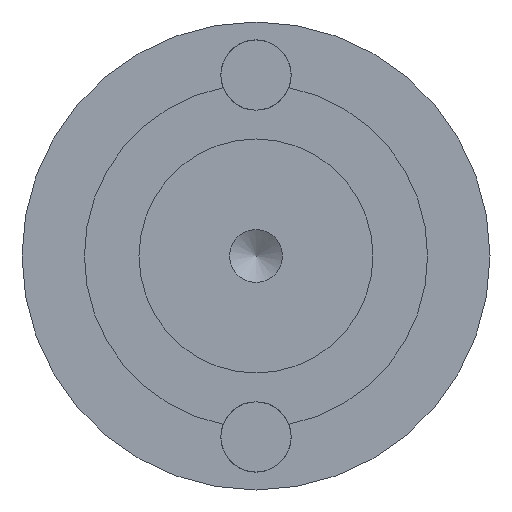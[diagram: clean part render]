
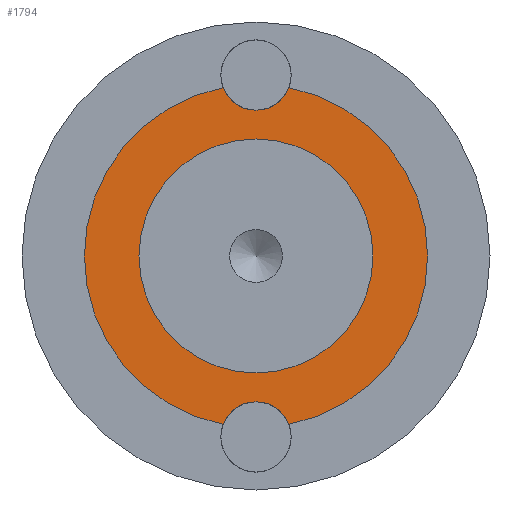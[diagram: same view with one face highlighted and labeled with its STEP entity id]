
A CAD part, left-side view. The second image highlights one B-rep face of the part: STEP entity #1794.
In plain terms, the highlighted planar face has unit normal (-1, 0, 0).
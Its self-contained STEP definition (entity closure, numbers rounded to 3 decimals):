
#1250 = CYLINDRICAL_SURFACE('',#1251,4.5);
#1251 = AXIS2_PLACEMENT_3D('',#1252,#1253,#1254);
#1252 = CARTESIAN_POINT('',(2.,0.,23.2));
#1253 = DIRECTION('',(1.,0.,0.));
#1254 = DIRECTION('',(0.,-1.,0.));
#1283 = CYLINDRICAL_SURFACE('',#1284,22.);
#1284 = AXIS2_PLACEMENT_3D('',#1285,#1286,#1287);
#1285 = CARTESIAN_POINT('',(0.,0.,0.));
#1286 = DIRECTION('',(-1.,0.,0.));
#1287 = DIRECTION('',(0.,-1.,0.));
#1312 = CYLINDRICAL_SURFACE('',#1313,4.5);
#1313 = AXIS2_PLACEMENT_3D('',#1314,#1315,#1316);
#1314 = CARTESIAN_POINT('',(2.,0.,-23.2));
#1315 = DIRECTION('',(1.,0.,0.));
#1316 = DIRECTION('',(0.,-1.,0.));
#1369 = CYLINDRICAL_SURFACE('',#1370,22.);
#1370 = AXIS2_PLACEMENT_3D('',#1371,#1372,#1373);
#1371 = CARTESIAN_POINT('',(0.,0.,0.));
#1372 = DIRECTION('',(-1.,0.,0.));
#1373 = DIRECTION('',(0.,-1.,0.));
#1402 = CYLINDRICAL_SURFACE('',#1403,22.);
#1403 = AXIS2_PLACEMENT_3D('',#1404,#1405,#1406);
#1404 = CARTESIAN_POINT('',(0.,0.,0.));
#1405 = DIRECTION('',(-1.,0.,0.));
#1406 = DIRECTION('',(0.,-1.,0.));
#1493 = VERTEX_POINT('',#1494);
#1494 = CARTESIAN_POINT('',(2.,-4.204,21.595));
#1515 = EDGE_CURVE('',#1516,#1493,#1518,.T.);
#1516 = VERTEX_POINT('',#1517);
#1517 = CARTESIAN_POINT('',(2.,4.204,21.595));
#1518 = SURFACE_CURVE('',#1519,(#1524,#1531),.PCURVE_S1.);
#1519 = CIRCLE('',#1520,4.5);
#1520 = AXIS2_PLACEMENT_3D('',#1521,#1522,#1523);
#1521 = CARTESIAN_POINT('',(2.,0.,23.2));
#1522 = DIRECTION('',(-1.,0.,0.));
#1523 = DIRECTION('',(0.,-1.,0.));
#1524 = PCURVE('',#1250,#1525);
#1525 = DEFINITIONAL_REPRESENTATION('',(#1526),#1530);
#1526 = LINE('',#1527,#1528);
#1527 = CARTESIAN_POINT('',(-0.,0.));
#1528 = VECTOR('',#1529,1.);
#1529 = DIRECTION('',(-1.,0.));
#1530 = ( GEOMETRIC_REPRESENTATION_CONTEXT(2) 
PARAMETRIC_REPRESENTATION_CONTEXT() REPRESENTATION_CONTEXT('2D SPACE',''
  ) );
#1531 = PCURVE('',#1532,#1537);
#1532 = PLANE('',#1533);
#1533 = AXIS2_PLACEMENT_3D('',#1534,#1535,#1536);
#1534 = CARTESIAN_POINT('',(2.,0.,0.));
#1535 = DIRECTION('',(-1.,-0.,-0.));
#1536 = DIRECTION('',(0.,0.,-1.));
#1537 = DEFINITIONAL_REPRESENTATION('',(#1538),#1542);
#1538 = CIRCLE('',#1539,4.5);
#1539 = AXIS2_PLACEMENT_2D('',#1540,#1541);
#1540 = CARTESIAN_POINT('',(-23.2,0.));
#1541 = DIRECTION('',(0.,1.));
#1542 = ( GEOMETRIC_REPRESENTATION_CONTEXT(2) 
PARAMETRIC_REPRESENTATION_CONTEXT() REPRESENTATION_CONTEXT('2D SPACE',''
  ) );
#1570 = VERTEX_POINT('',#1571);
#1571 = CARTESIAN_POINT('',(2.,-22.,0.));
#1592 = EDGE_CURVE('',#1570,#1493,#1593,.T.);
#1593 = SURFACE_CURVE('',#1594,(#1599,#1606),.PCURVE_S1.);
#1594 = CIRCLE('',#1595,22.);
#1595 = AXIS2_PLACEMENT_3D('',#1596,#1597,#1598);
#1596 = CARTESIAN_POINT('',(2.,0.,0.));
#1597 = DIRECTION('',(-1.,0.,0.));
#1598 = DIRECTION('',(0.,-1.,0.));
#1599 = PCURVE('',#1402,#1600);
#1600 = DEFINITIONAL_REPRESENTATION('',(#1601),#1605);
#1601 = LINE('',#1602,#1603);
#1602 = CARTESIAN_POINT('',(0.,-2.));
#1603 = VECTOR('',#1604,1.);
#1604 = DIRECTION('',(1.,0.));
#1605 = ( GEOMETRIC_REPRESENTATION_CONTEXT(2) 
PARAMETRIC_REPRESENTATION_CONTEXT() REPRESENTATION_CONTEXT('2D SPACE',''
  ) );
#1606 = PCURVE('',#1532,#1607);
#1607 = DEFINITIONAL_REPRESENTATION('',(#1608),#1612);
#1608 = CIRCLE('',#1609,22.);
#1609 = AXIS2_PLACEMENT_2D('',#1610,#1611);
#1610 = CARTESIAN_POINT('',(0.,0.));
#1611 = DIRECTION('',(0.,1.));
#1612 = ( GEOMETRIC_REPRESENTATION_CONTEXT(2) 
PARAMETRIC_REPRESENTATION_CONTEXT() REPRESENTATION_CONTEXT('2D SPACE',''
  ) );
#1621 = VERTEX_POINT('',#1622);
#1622 = CARTESIAN_POINT('',(2.,-4.204,-21.595));
#1643 = EDGE_CURVE('',#1621,#1570,#1644,.T.);
#1644 = SURFACE_CURVE('',#1645,(#1650,#1657),.PCURVE_S1.);
#1645 = CIRCLE('',#1646,22.);
#1646 = AXIS2_PLACEMENT_3D('',#1647,#1648,#1649);
#1647 = CARTESIAN_POINT('',(2.,0.,0.));
#1648 = DIRECTION('',(-1.,0.,0.));
#1649 = DIRECTION('',(0.,-1.,0.));
#1650 = PCURVE('',#1369,#1651);
#1651 = DEFINITIONAL_REPRESENTATION('',(#1652),#1656);
#1652 = LINE('',#1653,#1654);
#1653 = CARTESIAN_POINT('',(0.,-2.));
#1654 = VECTOR('',#1655,1.);
#1655 = DIRECTION('',(1.,0.));
#1656 = ( GEOMETRIC_REPRESENTATION_CONTEXT(2) 
PARAMETRIC_REPRESENTATION_CONTEXT() REPRESENTATION_CONTEXT('2D SPACE',''
  ) );
#1657 = PCURVE('',#1532,#1658);
#1658 = DEFINITIONAL_REPRESENTATION('',(#1659),#1663);
#1659 = CIRCLE('',#1660,22.);
#1660 = AXIS2_PLACEMENT_2D('',#1661,#1662);
#1661 = CARTESIAN_POINT('',(0.,0.));
#1662 = DIRECTION('',(0.,1.));
#1663 = ( GEOMETRIC_REPRESENTATION_CONTEXT(2) 
PARAMETRIC_REPRESENTATION_CONTEXT() REPRESENTATION_CONTEXT('2D SPACE',''
  ) );
#1723 = VERTEX_POINT('',#1724);
#1724 = CARTESIAN_POINT('',(2.,4.204,-21.595));
#1745 = EDGE_CURVE('',#1621,#1723,#1746,.T.);
#1746 = SURFACE_CURVE('',#1747,(#1752,#1759),.PCURVE_S1.);
#1747 = CIRCLE('',#1748,4.5);
#1748 = AXIS2_PLACEMENT_3D('',#1749,#1750,#1751);
#1749 = CARTESIAN_POINT('',(2.,0.,-23.2));
#1750 = DIRECTION('',(-1.,0.,0.));
#1751 = DIRECTION('',(0.,-1.,0.));
#1752 = PCURVE('',#1312,#1753);
#1753 = DEFINITIONAL_REPRESENTATION('',(#1754),#1758);
#1754 = LINE('',#1755,#1756);
#1755 = CARTESIAN_POINT('',(-0.,0.));
#1756 = VECTOR('',#1757,1.);
#1757 = DIRECTION('',(-1.,0.));
#1758 = ( GEOMETRIC_REPRESENTATION_CONTEXT(2) 
PARAMETRIC_REPRESENTATION_CONTEXT() REPRESENTATION_CONTEXT('2D SPACE',''
  ) );
#1759 = PCURVE('',#1532,#1760);
#1760 = DEFINITIONAL_REPRESENTATION('',(#1761),#1765);
#1761 = CIRCLE('',#1762,4.5);
#1762 = AXIS2_PLACEMENT_2D('',#1763,#1764);
#1763 = CARTESIAN_POINT('',(23.2,0.));
#1764 = DIRECTION('',(0.,1.));
#1765 = ( GEOMETRIC_REPRESENTATION_CONTEXT(2) 
PARAMETRIC_REPRESENTATION_CONTEXT() REPRESENTATION_CONTEXT('2D SPACE',''
  ) );
#1773 = EDGE_CURVE('',#1516,#1723,#1774,.T.);
#1774 = SURFACE_CURVE('',#1775,(#1780,#1787),.PCURVE_S1.);
#1775 = CIRCLE('',#1776,22.);
#1776 = AXIS2_PLACEMENT_3D('',#1777,#1778,#1779);
#1777 = CARTESIAN_POINT('',(2.,0.,0.));
#1778 = DIRECTION('',(-1.,0.,0.));
#1779 = DIRECTION('',(0.,-1.,0.));
#1780 = PCURVE('',#1283,#1781);
#1781 = DEFINITIONAL_REPRESENTATION('',(#1782),#1786);
#1782 = LINE('',#1783,#1784);
#1783 = CARTESIAN_POINT('',(0.,-2.));
#1784 = VECTOR('',#1785,1.);
#1785 = DIRECTION('',(1.,0.));
#1786 = ( GEOMETRIC_REPRESENTATION_CONTEXT(2) 
PARAMETRIC_REPRESENTATION_CONTEXT() REPRESENTATION_CONTEXT('2D SPACE',''
  ) );
#1787 = PCURVE('',#1532,#1788);
#1788 = DEFINITIONAL_REPRESENTATION('',(#1789),#1793);
#1789 = CIRCLE('',#1790,22.);
#1790 = AXIS2_PLACEMENT_2D('',#1791,#1792);
#1791 = CARTESIAN_POINT('',(0.,0.));
#1792 = DIRECTION('',(0.,1.));
#1793 = ( GEOMETRIC_REPRESENTATION_CONTEXT(2) 
PARAMETRIC_REPRESENTATION_CONTEXT() REPRESENTATION_CONTEXT('2D SPACE',''
  ) );
#1794 = ADVANCED_FACE('',(#1795,#1802),#1532,.T.);
#1795 = FACE_BOUND('',#1796,.T.);
#1796 = EDGE_LOOP('',(#1797,#1798,#1799,#1800,#1801));
#1797 = ORIENTED_EDGE('',*,*,#1515,.F.);
#1798 = ORIENTED_EDGE('',*,*,#1773,.T.);
#1799 = ORIENTED_EDGE('',*,*,#1745,.F.);
#1800 = ORIENTED_EDGE('',*,*,#1643,.T.);
#1801 = ORIENTED_EDGE('',*,*,#1592,.T.);
#1802 = FACE_BOUND('',#1803,.T.);
#1803 = EDGE_LOOP('',(#1804));
#1804 = ORIENTED_EDGE('',*,*,#1805,.F.);
#1805 = EDGE_CURVE('',#1806,#1806,#1808,.T.);
#1806 = VERTEX_POINT('',#1807);
#1807 = CARTESIAN_POINT('',(2.,-15.,0.));
#1808 = SURFACE_CURVE('',#1809,(#1814,#1821),.PCURVE_S1.);
#1809 = CIRCLE('',#1810,15.);
#1810 = AXIS2_PLACEMENT_3D('',#1811,#1812,#1813);
#1811 = CARTESIAN_POINT('',(2.,0.,0.));
#1812 = DIRECTION('',(-1.,0.,0.));
#1813 = DIRECTION('',(0.,-1.,0.));
#1814 = PCURVE('',#1532,#1815);
#1815 = DEFINITIONAL_REPRESENTATION('',(#1816),#1820);
#1816 = CIRCLE('',#1817,15.);
#1817 = AXIS2_PLACEMENT_2D('',#1818,#1819);
#1818 = CARTESIAN_POINT('',(0.,0.));
#1819 = DIRECTION('',(0.,1.));
#1820 = ( GEOMETRIC_REPRESENTATION_CONTEXT(2) 
PARAMETRIC_REPRESENTATION_CONTEXT() REPRESENTATION_CONTEXT('2D SPACE',''
  ) );
#1821 = PCURVE('',#1822,#1827);
#1822 = CYLINDRICAL_SURFACE('',#1823,15.);
#1823 = AXIS2_PLACEMENT_3D('',#1824,#1825,#1826);
#1824 = CARTESIAN_POINT('',(2.,0.,0.));
#1825 = DIRECTION('',(1.,0.,0.));
#1826 = DIRECTION('',(0.,-1.,0.));
#1827 = DEFINITIONAL_REPRESENTATION('',(#1828),#1832);
#1828 = LINE('',#1829,#1830);
#1829 = CARTESIAN_POINT('',(-0.,0.));
#1830 = VECTOR('',#1831,1.);
#1831 = DIRECTION('',(-1.,0.));
#1832 = ( GEOMETRIC_REPRESENTATION_CONTEXT(2) 
PARAMETRIC_REPRESENTATION_CONTEXT() REPRESENTATION_CONTEXT('2D SPACE',''
  ) );
